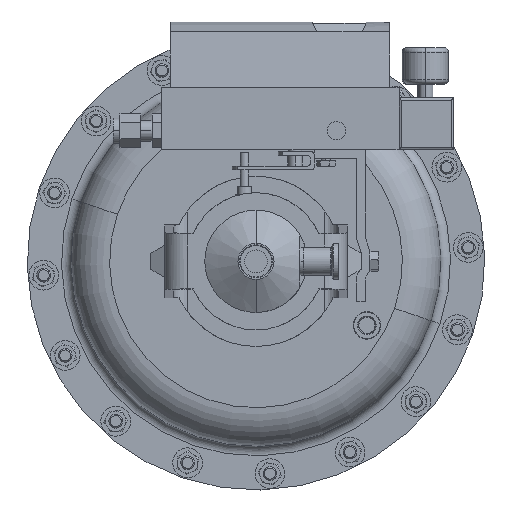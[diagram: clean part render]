
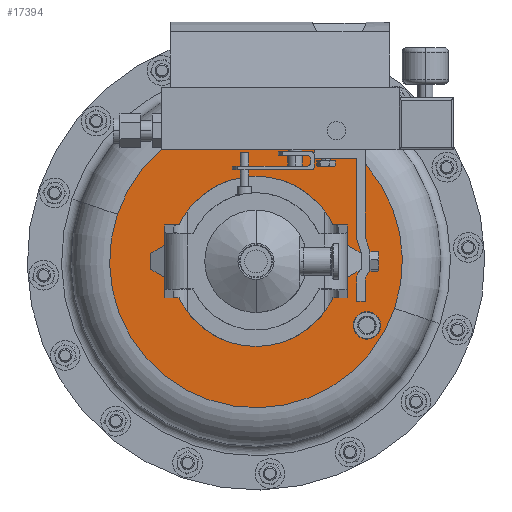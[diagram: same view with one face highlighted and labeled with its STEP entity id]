
A CAD part, front view. The second image highlights one B-rep face of the part: STEP entity #17394.
In plain terms, the highlighted planar face has unit normal (0, -1, 0).
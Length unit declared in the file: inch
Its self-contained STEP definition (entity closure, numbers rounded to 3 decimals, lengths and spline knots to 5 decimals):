
#683 = DIRECTION ( 'NONE',  ( 0., 1., 0. ) ) ;
#1113 = AXIS2_PLACEMENT_3D ( 'NONE', #4987, #7466, #18766 ) ;
#1388 = VERTEX_POINT ( 'NONE', #25899 ) ;
#1442 = AXIS2_PLACEMENT_3D ( 'NONE', #8228, #11057, #2694 ) ;
#1849 = CARTESIAN_POINT ( 'NONE',  ( 3.1244, 8.563, -2.11321 ) ) ;
#2060 = DIRECTION ( 'NONE',  ( -0.947, 0., 0.321 ) ) ;
#2694 = DIRECTION ( 'NONE',  ( 0.947, 0., -0.321 ) ) ;
#4296 = AXIS2_PLACEMENT_3D ( 'NONE', #10207, #10332, #2060 ) ;
#4340 = CARTESIAN_POINT ( 'NONE',  ( 0., 8.563, 0. ) ) ;
#4617 = VERTEX_POINT ( 'NONE', #1849 ) ;
#4974 = CARTESIAN_POINT ( 'NONE',  ( 0., 8.563, -2.325 ) ) ;
#4987 = CARTESIAN_POINT ( 'NONE',  ( 0., 8.563, 0. ) ) ;
#7466 = DIRECTION ( 'NONE',  ( 0., 1., 0. ) ) ;
#8228 = CARTESIAN_POINT ( 'NONE',  ( 0., 8.563, 0. ) ) ;
#8492 = CARTESIAN_POINT ( 'NONE',  ( 3.78772, 8.563, -1.28576 ) ) ;
#8744 = EDGE_CURVE ( 'NONE', #21570, #8760, #33061, .T. ) ;
#8760 = VERTEX_POINT ( 'NONE', #15923 ) ;
#10207 = CARTESIAN_POINT ( 'NONE',  ( -1.28576, 8.563, -3.78772 ) ) ;
#10284 = CARTESIAN_POINT ( 'NONE',  ( 0., 8.563, 0. ) ) ;
#10332 = DIRECTION ( 'NONE',  ( 0., -1., 0. ) ) ;
#10444 = DIRECTION ( 'NONE',  ( 0., 1., 0. ) ) ;
#11057 = DIRECTION ( 'NONE',  ( 0., 1., 0. ) ) ;
#11074 = EDGE_CURVE ( 'NONE', #1388, #4617, #28929, .T. ) ;
#12038 = FACE_BOUND ( 'NONE', #25351, .T. ) ;
#12567 = CIRCLE ( 'NONE', #1113, 4. ) ;
#12588 = DIRECTION ( 'NONE',  ( 0., -1., 0. ) ) ;
#13224 = DIRECTION ( 'NONE',  ( 0., -1., 0. ) ) ;
#13476 = AXIS2_PLACEMENT_3D ( 'NONE', #4340, #12588, #29659 ) ;
#14964 = CARTESIAN_POINT ( 'NONE',  ( 3.03109, 8.563, -1.75 ) ) ;
#15923 = CARTESIAN_POINT ( 'NONE',  ( 0., 8.563, 2.325 ) ) ;
#15986 = CARTESIAN_POINT ( 'NONE',  ( 3.03109, 8.563, -1.75 ) ) ;
#16126 = CIRCLE ( 'NONE', #1442, 4. ) ;
#16375 = ORIENTED_EDGE ( 'NONE', *, *, #8744, .F. ) ;
#16765 = EDGE_CURVE ( 'NONE', #4617, #1388, #21271, .T. ) ;
#17394 = ADVANCED_FACE ( 'NONE', ( #18210, #33159, #12038 ), #23469, .T. ) ;
#18210 = FACE_BOUND ( 'NONE', #23665, .T. ) ;
#18766 = DIRECTION ( 'NONE',  ( 0.947, 0., -0.321 ) ) ;
#20271 = DIRECTION ( 'NONE',  ( 0.249, 0., -0.969 ) ) ;
#21108 = CIRCLE ( 'NONE', #29159, 2.325 ) ;
#21271 = CIRCLE ( 'NONE', #23577, 0.375 ) ;
#21438 = EDGE_CURVE ( 'NONE', #8760, #21570, #21108, .T. ) ;
#21570 = VERTEX_POINT ( 'NONE', #4974 ) ;
#21585 = DIRECTION ( 'NONE',  ( 0., 0., -1. ) ) ;
#21713 = ORIENTED_EDGE ( 'NONE', *, *, #23516, .F. ) ;
#21976 = ORIENTED_EDGE ( 'NONE', *, *, #28585, .F. ) ;
#22174 = VERTEX_POINT ( 'NONE', #8492 ) ;
#23469 = PLANE ( 'NONE',  #4296 ) ;
#23516 = EDGE_CURVE ( 'NONE', #28128, #22174, #16126, .T. ) ;
#23577 = AXIS2_PLACEMENT_3D ( 'NONE', #14964, #683, #20271 ) ;
#23665 = EDGE_LOOP ( 'NONE', ( #16375, #29483 ) ) ;
#24147 = EDGE_LOOP ( 'NONE', ( #21976, #21713 ) ) ;
#24189 = CARTESIAN_POINT ( 'NONE',  ( -3.78772, 8.563, 1.28576 ) ) ;
#24862 = ORIENTED_EDGE ( 'NONE', *, *, #16765, .T. ) ;
#25292 = AXIS2_PLACEMENT_3D ( 'NONE', #15986, #10444, #30111 ) ;
#25351 = EDGE_LOOP ( 'NONE', ( #24862, #30421 ) ) ;
#25899 = CARTESIAN_POINT ( 'NONE',  ( 2.93778, 8.563, -1.38679 ) ) ;
#28128 = VERTEX_POINT ( 'NONE', #24189 ) ;
#28585 = EDGE_CURVE ( 'NONE', #22174, #28128, #12567, .T. ) ;
#28929 = CIRCLE ( 'NONE', #25292, 0.375 ) ;
#29159 = AXIS2_PLACEMENT_3D ( 'NONE', #10284, #13224, #21585 ) ;
#29483 = ORIENTED_EDGE ( 'NONE', *, *, #21438, .F. ) ;
#29659 = DIRECTION ( 'NONE',  ( 0., 0., -1. ) ) ;
#30111 = DIRECTION ( 'NONE',  ( 0.249, 0., -0.969 ) ) ;
#30421 = ORIENTED_EDGE ( 'NONE', *, *, #11074, .T. ) ;
#33061 = CIRCLE ( 'NONE', #13476, 2.325 ) ;
#33159 = FACE_OUTER_BOUND ( 'NONE', #24147, .T. ) ;
